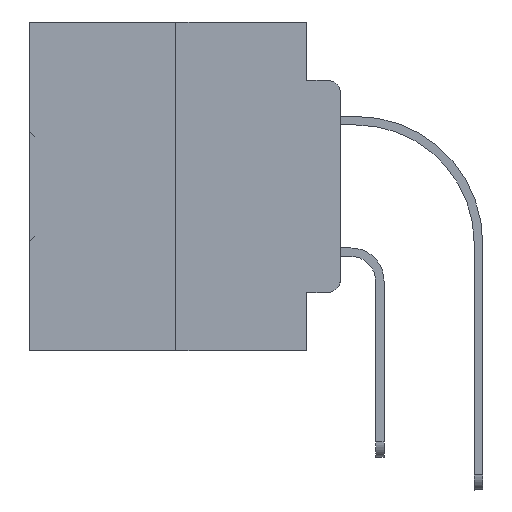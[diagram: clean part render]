
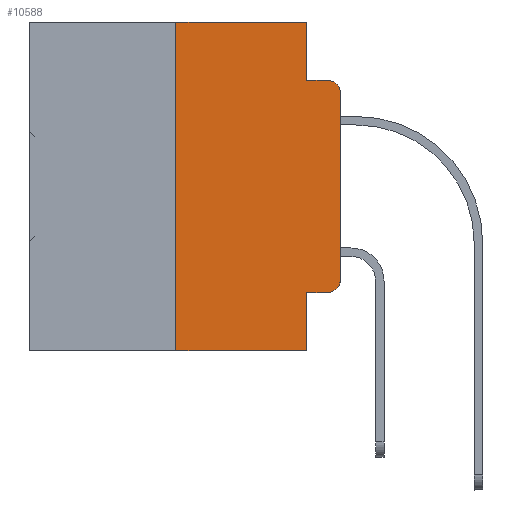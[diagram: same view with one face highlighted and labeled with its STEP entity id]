
A CAD part, left-side view. The second image highlights one B-rep face of the part: STEP entity #10588.
In plain terms, the highlighted planar face has unit normal (-1, 0, 0).
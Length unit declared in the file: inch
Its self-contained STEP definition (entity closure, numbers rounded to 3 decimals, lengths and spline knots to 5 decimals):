
#106 = DIRECTION ( 'NONE',  ( -1., 0., 0. ) ) ;
#249 = CARTESIAN_POINT ( 'NONE',  ( 0., 0., -0.1085 ) ) ;
#541 = ORIENTED_EDGE ( 'NONE', *, *, #19673, .T. ) ;
#987 = DIRECTION ( 'NONE',  ( 0., 0., 1. ) ) ;
#1766 = CARTESIAN_POINT ( 'NONE',  ( 0., 0.02, -0.4115 ) ) ;
#2618 = VERTEX_POINT ( 'NONE', #249 ) ;
#2969 = LINE ( 'NONE', #26007, #7639 ) ;
#3024 = LINE ( 'NONE', #18963, #26806 ) ;
#3770 = FACE_OUTER_BOUND ( 'NONE', #7088, .T. ) ;
#4154 = ORIENTED_EDGE ( 'NONE', *, *, #30544, .F. ) ;
#4570 = ORIENTED_EDGE ( 'NONE', *, *, #37237, .T. ) ;
#4668 = DIRECTION ( 'NONE',  ( 0., -1., 0. ) ) ;
#5833 = CARTESIAN_POINT ( 'NONE',  ( 0., 0.051, -0.0885 ) ) ;
#5947 = VERTEX_POINT ( 'NONE', #23259 ) ;
#6777 = VECTOR ( 'NONE', #4668, 39.37008 ) ;
#6874 = LINE ( 'NONE', #9530, #20398 ) ;
#7088 = EDGE_LOOP ( 'NONE', ( #27622, #18176, #14644, #4154, #21061, #13920, #24984, #34369, #4570, #541 ) ) ;
#7192 = EDGE_CURVE ( 'NONE', #8023, #13532, #25730, .T. ) ;
#7639 = VECTOR ( 'NONE', #8822, 39.37008 ) ;
#8023 = VERTEX_POINT ( 'NONE', #33757 ) ;
#8185 = EDGE_CURVE ( 'NONE', #5947, #9509, #2969, .T. ) ;
#8822 = DIRECTION ( 'NONE',  ( 0., 0., -1. ) ) ;
#9509 = VERTEX_POINT ( 'NONE', #21297 ) ;
#9530 = CARTESIAN_POINT ( 'NONE',  ( 0., 0.051, -0.0885 ) ) ;
#10040 = EDGE_CURVE ( 'NONE', #12129, #34566, #6874, .T. ) ;
#10339 = CARTESIAN_POINT ( 'NONE',  ( 0., 0.473, 0. ) ) ;
#10588 = ADVANCED_FACE ( 'NONE', ( #3770 ), #12465, .F. ) ;
#11693 = CARTESIAN_POINT ( 'NONE',  ( 0., 0.25, 0. ) ) ;
#12129 = VERTEX_POINT ( 'NONE', #5833 ) ;
#12134 = VECTOR ( 'NONE', #29812, 39.37008 ) ;
#12465 = PLANE ( 'NONE',  #23379 ) ;
#12488 = CARTESIAN_POINT ( 'NONE',  ( 0., 0.25, 0. ) ) ;
#13021 = DIRECTION ( 'NONE',  ( -1., 0., 0. ) ) ;
#13532 = VERTEX_POINT ( 'NONE', #11693 ) ;
#13652 = AXIS2_PLACEMENT_3D ( 'NONE', #27755, #13021, #36782 ) ;
#13920 = ORIENTED_EDGE ( 'NONE', *, *, #7192, .F. ) ;
#14217 = VECTOR ( 'NONE', #35324, 39.37008 ) ;
#14644 = ORIENTED_EDGE ( 'NONE', *, *, #10040, .F. ) ;
#15578 = EDGE_CURVE ( 'NONE', #8023, #9509, #24538, .T. ) ;
#15640 = CARTESIAN_POINT ( 'NONE',  ( 0., 0.473, -0.5 ) ) ;
#15664 = DIRECTION ( 'NONE',  ( 1., 0., 0. ) ) ;
#15747 = VECTOR ( 'NONE', #987, 39.37008 ) ;
#17279 = CARTESIAN_POINT ( 'NONE',  ( 0., 0., 0. ) ) ;
#17797 = CARTESIAN_POINT ( 'NONE',  ( 0., 0.051, 0. ) ) ;
#18046 = VECTOR ( 'NONE', #25942, 39.37008 ) ;
#18176 = ORIENTED_EDGE ( 'NONE', *, *, #23216, .T. ) ;
#18412 = CARTESIAN_POINT ( 'NONE',  ( 0., 0., -0.3915 ) ) ;
#18963 = CARTESIAN_POINT ( 'NONE',  ( 0., 0.051, -0.4115 ) ) ;
#19673 = EDGE_CURVE ( 'NONE', #35383, #21155, #29827, .T. ) ;
#20145 = CARTESIAN_POINT ( 'NONE',  ( 0., 0.02, -0.3915 ) ) ;
#20398 = VECTOR ( 'NONE', #32351, 39.37008 ) ;
#21061 = ORIENTED_EDGE ( 'NONE', *, *, #23754, .F. ) ;
#21155 = VERTEX_POINT ( 'NONE', #18412 ) ;
#21297 = CARTESIAN_POINT ( 'NONE',  ( 0., 0.051, -0.5 ) ) ;
#21394 = LINE ( 'NONE', #17279, #15747 ) ;
#22591 = AXIS2_PLACEMENT_3D ( 'NONE', #20145, #106, #22788 ) ;
#22788 = DIRECTION ( 'NONE',  ( 0., 0., -1. ) ) ;
#22863 = DIRECTION ( 'NONE',  ( 0., -1., 0. ) ) ;
#23216 = EDGE_CURVE ( 'NONE', #2618, #34566, #26914, .T. ) ;
#23259 = CARTESIAN_POINT ( 'NONE',  ( 0., 0.051, -0.4115 ) ) ;
#23379 = AXIS2_PLACEMENT_3D ( 'NONE', #26630, #15664, #30020 ) ;
#23754 = EDGE_CURVE ( 'NONE', #13532, #24818, #30354, .T. ) ;
#24538 = LINE ( 'NONE', #15640, #12134 ) ;
#24818 = VERTEX_POINT ( 'NONE', #26980 ) ;
#24984 = ORIENTED_EDGE ( 'NONE', *, *, #15578, .T. ) ;
#25730 = LINE ( 'NONE', #12488, #14217 ) ;
#25942 = DIRECTION ( 'NONE',  ( 0., 0., -1. ) ) ;
#26007 = CARTESIAN_POINT ( 'NONE',  ( 0., 0.051, 0. ) ) ;
#26630 = CARTESIAN_POINT ( 'NONE',  ( 0., 0.473, 0. ) ) ;
#26806 = VECTOR ( 'NONE', #22863, 39.37008 ) ;
#26914 = CIRCLE ( 'NONE', #13652, 0.02 ) ;
#26980 = CARTESIAN_POINT ( 'NONE',  ( 0., 0.051, 0. ) ) ;
#27487 = EDGE_CURVE ( 'NONE', #21155, #2618, #21394, .T. ) ;
#27622 = ORIENTED_EDGE ( 'NONE', *, *, #27487, .T. ) ;
#27755 = CARTESIAN_POINT ( 'NONE',  ( 0., 0.02, -0.1085 ) ) ;
#28959 = LINE ( 'NONE', #17797, #18046 ) ;
#29812 = DIRECTION ( 'NONE',  ( 0., -1., 0. ) ) ;
#29827 = CIRCLE ( 'NONE', #22591, 0.02 ) ;
#30020 = DIRECTION ( 'NONE',  ( 0., 0., -1. ) ) ;
#30354 = LINE ( 'NONE', #10339, #6777 ) ;
#30544 = EDGE_CURVE ( 'NONE', #24818, #12129, #28959, .T. ) ;
#32351 = DIRECTION ( 'NONE',  ( 0., -1., 0. ) ) ;
#33757 = CARTESIAN_POINT ( 'NONE',  ( 0., 0.25, -0.5 ) ) ;
#33851 = CARTESIAN_POINT ( 'NONE',  ( 0., 0.02, -0.0885 ) ) ;
#34369 = ORIENTED_EDGE ( 'NONE', *, *, #8185, .F. ) ;
#34566 = VERTEX_POINT ( 'NONE', #33851 ) ;
#35324 = DIRECTION ( 'NONE',  ( 0., 0., 1. ) ) ;
#35383 = VERTEX_POINT ( 'NONE', #1766 ) ;
#36782 = DIRECTION ( 'NONE',  ( 0., 0., -1. ) ) ;
#37237 = EDGE_CURVE ( 'NONE', #5947, #35383, #3024, .T. ) ;
